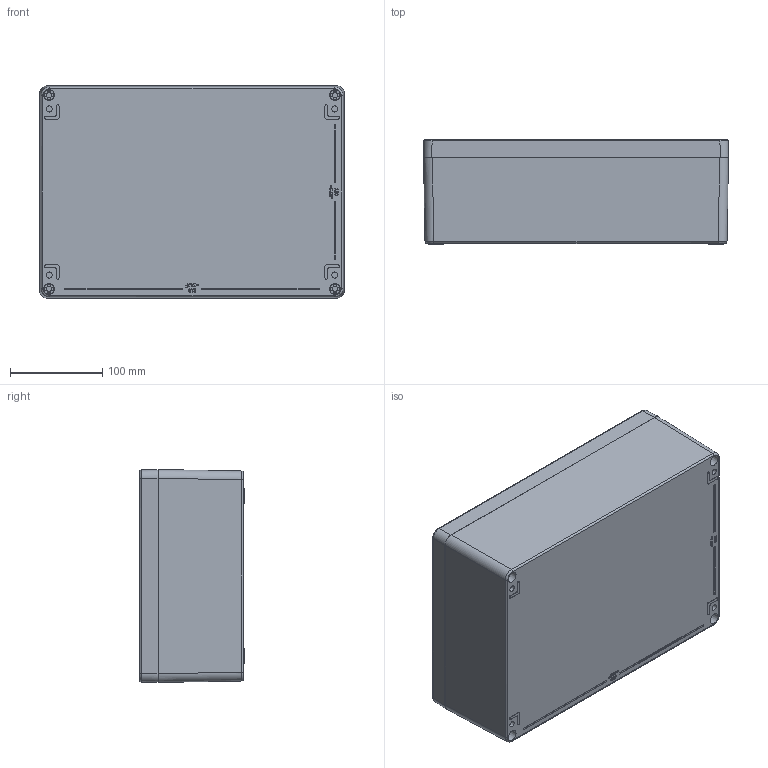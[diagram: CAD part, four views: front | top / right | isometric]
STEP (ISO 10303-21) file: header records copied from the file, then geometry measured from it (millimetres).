
FILE_DESCRIPTION (( 'STEP AP203' ), '1' );
FILE_NAME ('1590Z235BK.step', '2020-11-14T20:10:17', ( 'ADC123' ), ( 'Microsoft' ), 'SwSTEP 2.0', 'SolidWorks 2019', '' );
FILE_SCHEMA (( 'CONFIG_CONTROL_DESIGN' ));
Length unit declared in the file: inch
Products named in the file (1): 1590Z235BK
Bounding box: 330.7 x 113.3 x 230.8 mm (x, y, z)
Volume: 1506299 mm3; surface area: 722827.5 mm2
Topology: 8 solids, 8 shells, 1112 faces, 2891 edges, 1862 vertices
Faces by surface type: plane 529, bspline 244, cylinder 204, cone 134, torus 1
Full cylindrical faces by diameter (mm): 3.242 x1, 4.917 x10, 5.28 x4, 5.5 x4, 5.88 x4, 6.528 x14, 6.6 x4, 10.8 x4, 14.3 x4
Entity records: 37788 total; most frequent: CARTESIAN_POINT 12519, ORIENTED_EDGE 5536, DIRECTION 4546, EDGE_CURVE 2768, VERTEX_POINT 1829, AXIS2_PLACEMENT_3D 1539, VECTOR 1468, LINE 1468
